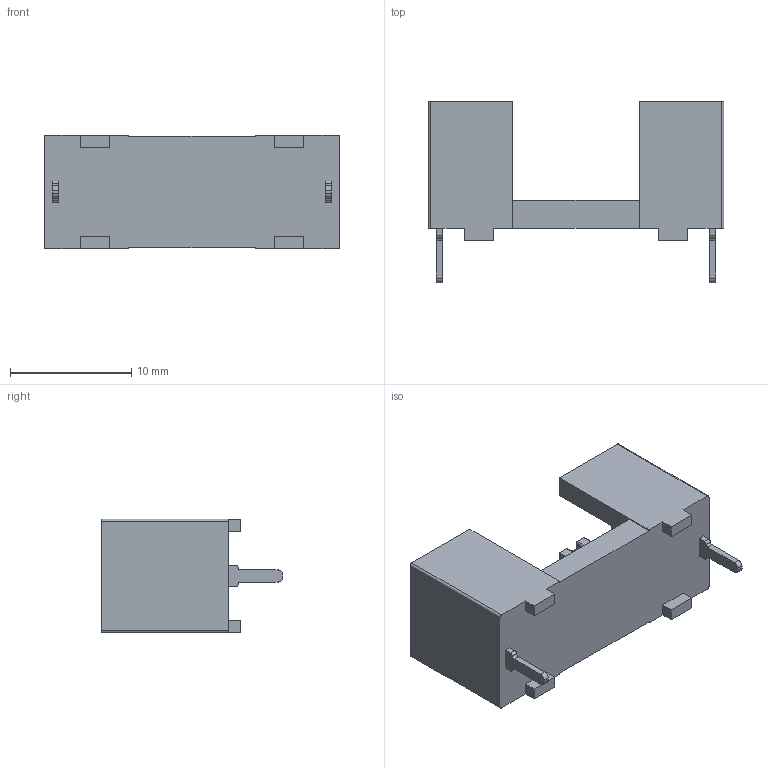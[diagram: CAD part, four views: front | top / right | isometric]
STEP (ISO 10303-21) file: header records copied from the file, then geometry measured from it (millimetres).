
FILE_DESCRIPTION(('CAx-IF Rec.Pracs.---Model Styling and Organization---1.5---2016-08-15','CAx-IF Rec.Pracs.---Geometric and Assembly Validation Properties---4.4---2016-08-17','CAx-IF Rec.Pracs.---User Defined Attributes---1.5---2016-08-15','CAx-IF Rec.Pracs.---External References---2.1---2005-01-19'),'2;1');
FILE_NAME('1221652.step','2022-12-15T16:00:09',('Unspecified'),('Unspecified'),'CAD Exchanger 3.8.1 (cadexchanger.com)','Unspecified','');
FILE_SCHEMA(('AUTOMOTIVE_DESIGN { 1 0 10303 214 1 1 1 1 }'));
Length unit declared in the file: millimetre
Products named in the file (1): 0PTF0078P
Bounding box: 24.4 x 15 x 9.4 mm (x, y, z)
Volume: 771.8 mm3; surface area: 2015.4 mm2
Topology: 3 solids, 3 shells, 222 faces, 636 edges, 420 vertices
Faces by surface type: plane 138, cylinder 84
Entity records: 7343 total; most frequent: CARTESIAN_POINT 1339, ORIENTED_EDGE 1272, DIRECTION 1246, EDGE_CURVE 636, LINE 464, VECTOR 464, VERTEX_POINT 420, AXIS2_PLACEMENT_3D 391
